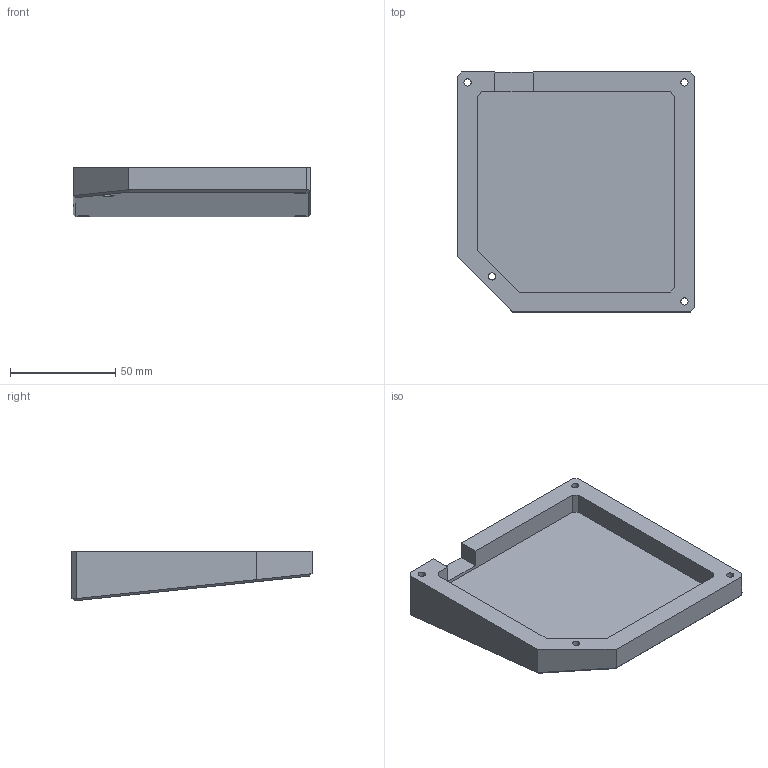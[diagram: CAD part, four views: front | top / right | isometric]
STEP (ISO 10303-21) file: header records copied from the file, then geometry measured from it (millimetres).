
FILE_DESCRIPTION(/* description */ (''),/* implementation_level */ '2;1');
FILE_NAME(/* name */ 'RatPad Base.step',/* time_stamp */ '2025-12-29T18:20:36-07:00',/* author */ (''),/* organization */ (''),/* preprocessor_version */ 'ST-DEVELOPER v20.1',/* originating_system */ 'Autodesk Translation Framework v14.21.0.0',/* authorisation */ '');
FILE_SCHEMA (('AUTOMOTIVE_DESIGN { 1 0 10303 214 3 1 1 }'));
Length unit declared in the file: millimetre
Products named in the file (2): RatPad; RadPad
Assembly tree (1 placements, depth 2):
  RatPad
    RadPad
Bounding box: 113.25 x 114.25 x 23.68 mm (x, y, z)
Volume: 134826.7 mm3; surface area: 37282.4 mm2
Topology: 1 solids, 1 shells, 42 faces, 108 edges, 72 vertices
Faces by surface type: plane 34, cylinder 8
Full cylindrical faces by diameter (mm): 3.4 x4, 6 x4
Entity records: 1337 total; most frequent: CARTESIAN_POINT 225, ORIENTED_EDGE 216, DIRECTION 214, EDGE_CURVE 108, LINE 92, VECTOR 92, VERTEX_POINT 72, AXIS2_PLACEMENT_3D 61
